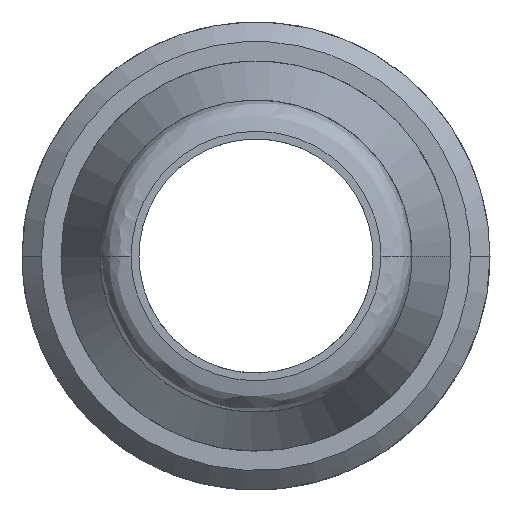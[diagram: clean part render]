
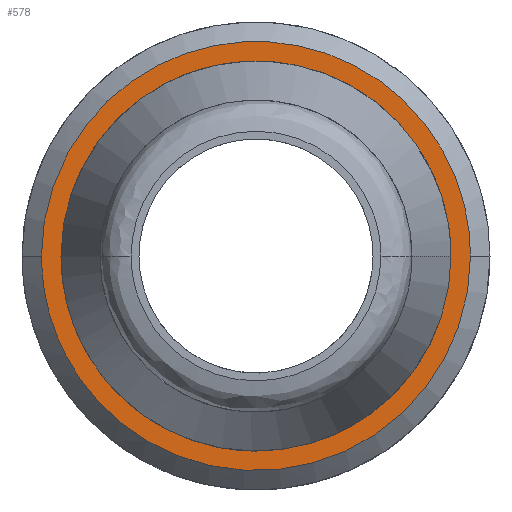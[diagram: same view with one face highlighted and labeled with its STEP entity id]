
A CAD part, front view. The second image highlights one B-rep face of the part: STEP entity #578.
In plain terms, the highlighted free-form (B-spline) face has degree [1, 1] with [2, 2] control points.
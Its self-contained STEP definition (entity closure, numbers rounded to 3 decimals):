
#30 = CARTESIAN_POINT ( 'NONE',  ( 2.25, -1., 0. ) ) ;
#156 = CARTESIAN_POINT ( 'NONE',  ( 1.134, -1., 1.966 ) ) ;
#163 = ORIENTED_EDGE ( 'NONE', *, *, #1402, .T. ) ;
#242 = CARTESIAN_POINT ( 'NONE',  ( 2.783, -1., 2.783 ) ) ;
#249 = CARTESIAN_POINT ( 'NONE',  ( 1.134, -1., -1.966 ) ) ;
#263 = CARTESIAN_POINT ( 'NONE',  ( 2.75, -1., 0. ) ) ;
#389 = CARTESIAN_POINT ( 'NONE',  ( 0.295, -1., -2.25 ) ) ;
#408 = CARTESIAN_POINT ( 'NONE',  ( -1.8, -1., 1.382 ) ) ;
#415 = CARTESIAN_POINT ( 'NONE',  ( -2.25, -1., 0.295 ) ) ;
#426 = CARTESIAN_POINT ( 'NONE',  ( -0.295, -1., 2.25 ) ) ;
#427 = B_SPLINE_CURVE_WITH_KNOTS ( 'NONE', 3,
 ( #1326, #415, #1195, #1317, #408, #1333, #711, #1737, #426, #1886, #1035, #156, #763, #1098, #754, #919, #1213, #30 ),
 .UNSPECIFIED., .F., .F.,
 ( 4, 2, 2, 2, 2, 2, 2, 2, 4 ),
 ( 0., 0.393, 0.785, 1.178, 1.571, 1.963, 2.356, 2.749, 3.142 ),
 .UNSPECIFIED. ) ;
#498 = CARTESIAN_POINT ( 'NONE',  ( -2.25, -1., 0. ) ) ;
#526 = CARTESIAN_POINT ( 'NONE',  ( -0.295, -1., -2.25 ) ) ;
#528 = VERTEX_POINT ( 'NONE', #1138 ) ;
#533 = CARTESIAN_POINT ( 'NONE',  ( 0.588, -1., -2.192 ) ) ;
#536 = CARTESIAN_POINT ( 'NONE',  ( -2.783, -1., -2.783 ) ) ;
#546 = CARTESIAN_POINT ( 'NONE',  ( -2.192, -1., -0.588 ) ) ;
#551 = EDGE_CURVE ( 'NONE', #1797, #528, #649, .T. ) ;
#578 = ADVANCED_FACE ( 'NONE', ( #1637, #1508 ), #1826, .F. ) ;
#601 = B_SPLINE_CURVE_WITH_KNOTS ( 'NONE', 3,
 ( #835, #1585, #1722, #682, #1700, #1309, #249, #533, #389, #526, #1861, #1575, #1580, #688, #1590, #546, #847, #1451 ),
 .UNSPECIFIED., .F., .F.,
 ( 4, 2, 2, 2, 2, 2, 2, 2, 4 ),
 ( 0., 0.393, 0.785, 1.178, 1.571, 1.963, 2.356, 2.749, 3.142 ),
 .UNSPECIFIED. ) ;
#645 = CARTESIAN_POINT ( 'NONE',  ( 2.75, -1., -5.5 ) ) ;
#649 =( BOUNDED_CURVE ( )  B_SPLINE_CURVE ( 3, ( #1120, #645, #1671, #794 ),
 .UNSPECIFIED., .F., .T. ) 
 B_SPLINE_CURVE_WITH_KNOTS ( ( 4, 4 ),
 ( -3.142, 0. ),
 .UNSPECIFIED. ) 
 CURVE ( )  GEOMETRIC_REPRESENTATION_ITEM ( )  RATIONAL_B_SPLINE_CURVE ( ( 1., 0.333, 0.333, 1. ) ) 
 REPRESENTATION_ITEM ( '' )  );
#682 = CARTESIAN_POINT ( 'NONE',  ( 1.966, -1., -1.134 ) ) ;
#688 = CARTESIAN_POINT ( 'NONE',  ( -1.8, -1., -1.382 ) ) ;
#703 = ORIENTED_EDGE ( 'NONE', *, *, #1307, .F. ) ;
#711 = CARTESIAN_POINT ( 'NONE',  ( -1.134, -1., 1.966 ) ) ;
#754 = CARTESIAN_POINT ( 'NONE',  ( 1.966, -1., 1.134 ) ) ;
#763 = CARTESIAN_POINT ( 'NONE',  ( 1.382, -1., 1.8 ) ) ;
#794 = CARTESIAN_POINT ( 'NONE',  ( -2.75, -1., 0. ) ) ;
#835 = CARTESIAN_POINT ( 'NONE',  ( 2.25, -1., 0. ) ) ;
#846 = CARTESIAN_POINT ( 'NONE',  ( -1.611, -1., 2.75 ) ) ;
#847 = CARTESIAN_POINT ( 'NONE',  ( -2.25, -1., -0.295 ) ) ;
#857 = CARTESIAN_POINT ( 'NONE',  ( 2.75, -1., 1.611 ) ) ;
#860 = CARTESIAN_POINT ( 'NONE',  ( 0., -1., 2.75 ) ) ;
#919 = CARTESIAN_POINT ( 'NONE',  ( 2.192, -1., 0.588 ) ) ;
#999 = CARTESIAN_POINT ( 'NONE',  ( -2.783, -1., 2.783 ) ) ;
#1006 = CARTESIAN_POINT ( 'NONE',  ( -2.75, -1., 1.611 ) ) ;
#1012 = CARTESIAN_POINT ( 'NONE',  ( 2.783, -1., -2.783 ) ) ;
#1035 = CARTESIAN_POINT ( 'NONE',  ( 0.588, -1., 2.192 ) ) ;
#1098 = CARTESIAN_POINT ( 'NONE',  ( 1.8, -1., 1.382 ) ) ;
#1109 = CARTESIAN_POINT ( 'NONE',  ( 2.75, -1., 0. ) ) ;
#1120 = CARTESIAN_POINT ( 'NONE',  ( 2.75, -1., 0. ) ) ;
#1137 = VERTEX_POINT ( 'NONE', #1367 ) ;
#1138 = CARTESIAN_POINT ( 'NONE',  ( -2.75, -1., 0. ) ) ;
#1152 = ORIENTED_EDGE ( 'NONE', *, *, #1564, .T. ) ;
#1178 = VERTEX_POINT ( 'NONE', #498 ) ;
#1195 = CARTESIAN_POINT ( 'NONE',  ( -2.192, -1., 0.588 ) ) ;
#1213 = CARTESIAN_POINT ( 'NONE',  ( 2.25, -1., 0.295 ) ) ;
#1299 = CARTESIAN_POINT ( 'NONE',  ( -2.75, -1., 0. ) ) ;
#1307 = EDGE_CURVE ( 'NONE', #528, #1797, #1449, .T. ) ;
#1309 = CARTESIAN_POINT ( 'NONE',  ( 1.382, -1., -1.8 ) ) ;
#1317 = CARTESIAN_POINT ( 'NONE',  ( -1.966, -1., 1.134 ) ) ;
#1326 = CARTESIAN_POINT ( 'NONE',  ( -2.25, -1., 0. ) ) ;
#1333 = CARTESIAN_POINT ( 'NONE',  ( -1.382, -1., 1.8 ) ) ;
#1367 = CARTESIAN_POINT ( 'NONE',  ( 2.25, -1., 0. ) ) ;
#1402 = EDGE_CURVE ( 'NONE', #1178, #1137, #427, .T. ) ;
#1449 =( BOUNDED_CURVE ( )  B_SPLINE_CURVE ( 3, ( #1299, #1006, #846, #860, #1456, #857, #263 ),
 .UNSPECIFIED., .F., .F. ) 
 B_SPLINE_CURVE_WITH_KNOTS ( ( 4, 3, 4 ),
 ( -3.142, -1.571, 0. ),
 .UNSPECIFIED. ) 
 CURVE ( )  GEOMETRIC_REPRESENTATION_ITEM ( )  RATIONAL_B_SPLINE_CURVE ( ( 1., 0.805, 0.805, 1., 0.805, 0.805, 1. ) ) 
 REPRESENTATION_ITEM ( '' )  );
#1451 = CARTESIAN_POINT ( 'NONE',  ( -2.25, -1., 0. ) ) ;
#1456 = CARTESIAN_POINT ( 'NONE',  ( 1.611, -1., 2.75 ) ) ;
#1508 = FACE_OUTER_BOUND ( 'NONE', #1774, .T. ) ;
#1564 = EDGE_CURVE ( 'NONE', #1137, #1178, #601, .T. ) ;
#1575 = CARTESIAN_POINT ( 'NONE',  ( -1.134, -1., -1.966 ) ) ;
#1580 = CARTESIAN_POINT ( 'NONE',  ( -1.382, -1., -1.8 ) ) ;
#1585 = CARTESIAN_POINT ( 'NONE',  ( 2.25, -1., -0.295 ) ) ;
#1590 = CARTESIAN_POINT ( 'NONE',  ( -1.966, -1., -1.134 ) ) ;
#1637 = FACE_BOUND ( 'NONE', #1872, .T. ) ;
#1671 = CARTESIAN_POINT ( 'NONE',  ( -2.75, -1., -5.5 ) ) ;
#1700 = CARTESIAN_POINT ( 'NONE',  ( 1.8, -1., -1.382 ) ) ;
#1722 = CARTESIAN_POINT ( 'NONE',  ( 2.192, -1., -0.588 ) ) ;
#1737 = CARTESIAN_POINT ( 'NONE',  ( -0.588, -1., 2.192 ) ) ;
#1743 = ORIENTED_EDGE ( 'NONE', *, *, #551, .F. ) ;
#1774 = EDGE_LOOP ( 'NONE', ( #1743, #703 ) ) ;
#1797 = VERTEX_POINT ( 'NONE', #1109 ) ;
#1826 = B_SPLINE_SURFACE_WITH_KNOTS ( 'NONE', 1, 1, ( 
 ( #1012, #242 ),
 ( #536, #999 ) ),
 .UNSPECIFIED., .F., .F., .F.,
 ( 2, 2 ),
 ( 2, 2 ),
 ( 0., 1. ),
 ( 0., 1. ),
 .UNSPECIFIED. ) ;
#1861 = CARTESIAN_POINT ( 'NONE',  ( -0.588, -1., -2.192 ) ) ;
#1872 = EDGE_LOOP ( 'NONE', ( #1152, #163 ) ) ;
#1886 = CARTESIAN_POINT ( 'NONE',  ( 0.295, -1., 2.25 ) ) ;
